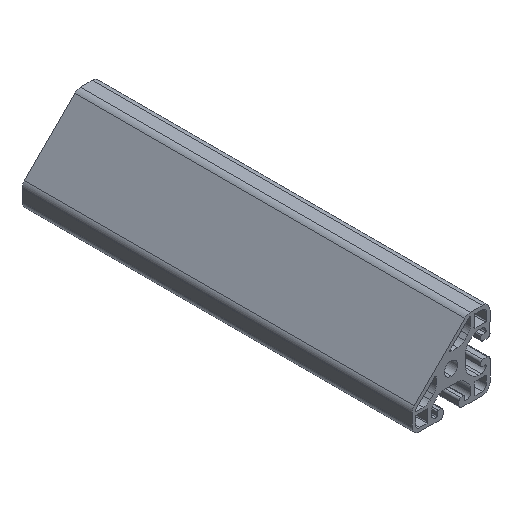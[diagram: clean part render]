
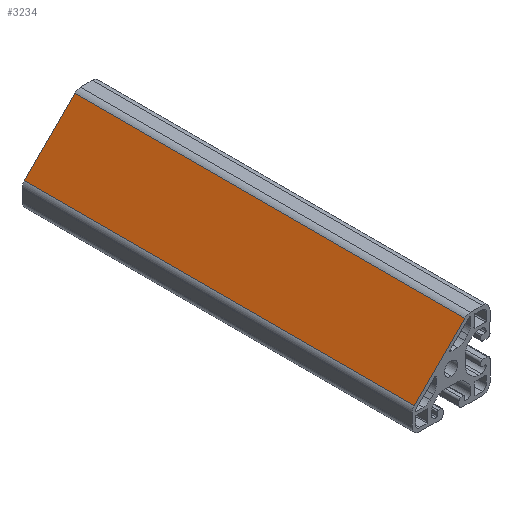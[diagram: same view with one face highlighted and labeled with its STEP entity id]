
A CAD part, isometric view. The second image highlights one B-rep face of the part: STEP entity #3234.
In plain terms, the highlighted planar face has unit normal (-0.707, 0, 0.707).
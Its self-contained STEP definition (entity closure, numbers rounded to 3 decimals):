
#3 = DIRECTION ( 'NONE',  ( -0.707, 0., 0.707 ) ) ;
#403 = ORIENTED_EDGE ( 'NONE', *, *, #656, .T. ) ;
#551 = CARTESIAN_POINT ( 'NONE',  ( -18.828, 0., -7.113 ) ) ;
#656 = EDGE_CURVE ( 'NONE', #3023, #975, #2898, .T. ) ;
#698 = LINE ( 'NONE', #1194, #1763 ) ;
#975 = VERTEX_POINT ( 'NONE', #2936 ) ;
#1194 = CARTESIAN_POINT ( 'NONE',  ( -18.828, 0., -7.113 ) ) ;
#1202 = ORIENTED_EDGE ( 'NONE', *, *, #3170, .T. ) ;
#1310 = DIRECTION ( 'NONE',  ( -0.707, 0., -0.707 ) ) ;
#1328 = EDGE_CURVE ( 'NONE', #1610, #3225, #2933, .T. ) ;
#1342 = DIRECTION ( 'NONE',  ( 0., 1., 0. ) ) ;
#1400 = AXIS2_PLACEMENT_3D ( 'NONE', #2338, #3, #2011 ) ;
#1459 = CARTESIAN_POINT ( 'NONE',  ( 7.113, 0., 18.828 ) ) ;
#1525 = ORIENTED_EDGE ( 'NONE', *, *, #3269, .T. ) ;
#1610 = VERTEX_POINT ( 'NONE', #3312 ) ;
#1736 = DIRECTION ( 'NONE',  ( 0.707, 0., 0.707 ) ) ;
#1756 = DIRECTION ( 'NONE',  ( 0., -1., 0. ) ) ;
#1763 = VECTOR ( 'NONE', #1756, 1000. ) ;
#1770 = VECTOR ( 'NONE', #1736, 1000. ) ;
#1921 = EDGE_LOOP ( 'NONE', ( #3737, #1202, #403, #1525 ) ) ;
#2011 = DIRECTION ( 'NONE',  ( 0.707, 0., 0.707 ) ) ;
#2122 = LINE ( 'NONE', #2752, #2831 ) ;
#2338 = CARTESIAN_POINT ( 'NONE',  ( -18.828, 0., -7.113 ) ) ;
#2678 = CARTESIAN_POINT ( 'NONE',  ( 7.113, 200., 18.828 ) ) ;
#2752 = CARTESIAN_POINT ( 'NONE',  ( 7.113, 0., 18.828 ) ) ;
#2831 = VECTOR ( 'NONE', #1342, 1000. ) ;
#2855 = PLANE ( 'NONE',  #1400 ) ;
#2898 = LINE ( 'NONE', #3039, #3591 ) ;
#2933 = LINE ( 'NONE', #551, #1770 ) ;
#2936 = CARTESIAN_POINT ( 'NONE',  ( -18.828, 200., -7.113 ) ) ;
#3023 = VERTEX_POINT ( 'NONE', #2678 ) ;
#3039 = CARTESIAN_POINT ( 'NONE',  ( -18.828, 200., -7.113 ) ) ;
#3170 = EDGE_CURVE ( 'NONE', #3225, #3023, #2122, .T. ) ;
#3225 = VERTEX_POINT ( 'NONE', #1459 ) ;
#3234 = ADVANCED_FACE ( 'NONE', ( #3573 ), #2855, .T. ) ;
#3269 = EDGE_CURVE ( 'NONE', #975, #1610, #698, .T. ) ;
#3312 = CARTESIAN_POINT ( 'NONE',  ( -18.828, 0., -7.113 ) ) ;
#3573 = FACE_OUTER_BOUND ( 'NONE', #1921, .T. ) ;
#3591 = VECTOR ( 'NONE', #1310, 1000. ) ;
#3737 = ORIENTED_EDGE ( 'NONE', *, *, #1328, .T. ) ;
